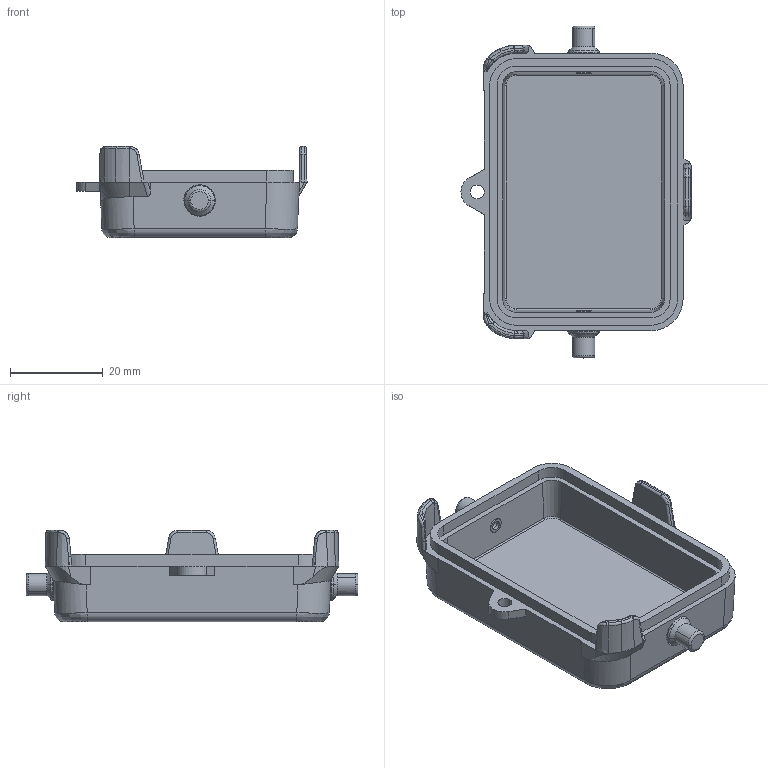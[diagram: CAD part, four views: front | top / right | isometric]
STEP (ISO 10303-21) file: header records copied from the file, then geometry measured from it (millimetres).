
FILE_DESCRIPTION(('Creo Elements/Direct Modeling STEP Export'),'2;1');
FILE_NAME('0ln7tug3sgnn9lb3968','2015-09-01T15:29:13',(''),(''),'Creo Elements/Direct Modeling STEP processor for AP214 (Solid Model)','Creo Elements/Direct Modeling 18.1F 24-Jul-2014 (C) Parametric Technology GmbH','');
FILE_SCHEMA(('AUTOMOTIVE_DESIGN { 1 0 10303 214 1 1 1 1 }'));
Length unit declared in the file: millimetre
Products named in the file (2): 23539
Assembly tree (1 placements, depth 2):
  23539
    23539
Bounding box: 49.7 x 71.72 x 19.7 mm (x, y, z)
Volume: 14484.9 mm3; surface area: 10621.7 mm2
Topology: 1 solids, 1 shells, 198 faces, 503 edges, 310 vertices
Faces by surface type: cylinder 64, plane 58, bspline 36, cone 20, torus 16, extrusion 4
Entity records: 9055 total; most frequent: CARTESIAN_POINT 3342, ORIENTED_EDGE 998, DIRECTION 823, EDGE_CURVE 499, VERTEX_POINT 310, AXIS2_PLACEMENT_3D 307, EDGE_LOOP 211, VECTOR 209
